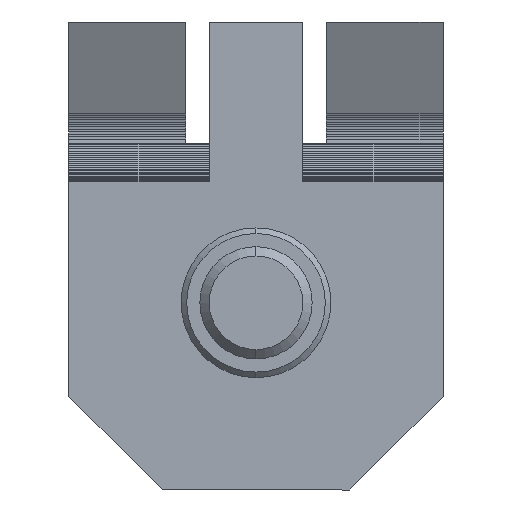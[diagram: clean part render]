
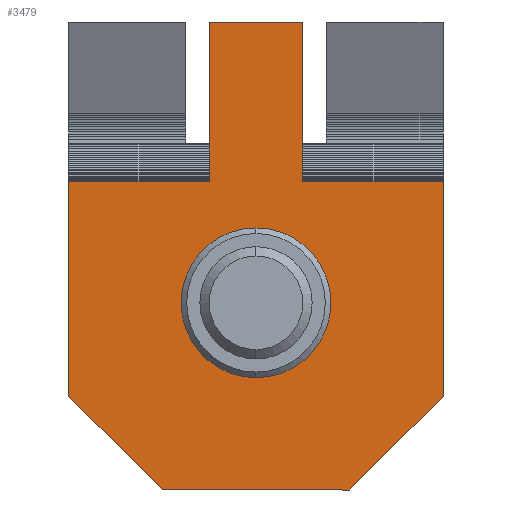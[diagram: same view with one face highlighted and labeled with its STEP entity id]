
A CAD part, front view. The second image highlights one B-rep face of the part: STEP entity #3479.
In plain terms, the highlighted planar face has unit normal (0, -1, 0).
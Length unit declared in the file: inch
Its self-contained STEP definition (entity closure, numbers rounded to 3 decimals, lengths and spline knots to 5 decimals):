
#59 = AXIS2_PLACEMENT_3D ( 'NONE', #3146, #2903, #2343 ) ;
#276 = CARTESIAN_POINT ( 'NONE',  ( 0.19685, 0., 0. ) ) ;
#289 = EDGE_CURVE ( 'NONE', #5930, #3504, #7062, .T. ) ;
#358 = DIRECTION ( 'NONE',  ( 0.707, 0., 0.707 ) ) ;
#444 = CARTESIAN_POINT ( 'NONE',  ( 0.14764, 0., -0.04921 ) ) ;
#461 = LINE ( 'NONE', #795, #4932 ) ;
#466 = DIRECTION ( 'NONE',  ( -1., 0., 0. ) ) ;
#592 = VECTOR ( 'NONE', #3548, 39.37008 ) ;
#622 = CARTESIAN_POINT ( 'NONE',  ( -0.09843, 0., 0.64961 ) ) ;
#661 = EDGE_CURVE ( 'NONE', #6285, #3504, #3065, .T. ) ;
#720 = CARTESIAN_POINT ( 'NONE',  ( -0.09843, 0., 0.64961 ) ) ;
#795 = CARTESIAN_POINT ( 'NONE',  ( -0.04921, 0., -0.14764 ) ) ;
#860 = CARTESIAN_POINT ( 'NONE',  ( 0.09843, 0., 0.98425 ) ) ;
#894 = CARTESIAN_POINT ( 'NONE',  ( 0.3937, 0., 0.19685 ) ) ;
#1136 = AXIS2_PLACEMENT_3D ( 'NONE', #4884, #4527, #1475 ) ;
#1153 = VERTEX_POINT ( 'NONE', #622 ) ;
#1162 = DIRECTION ( 'NONE',  ( -1., 0., 0. ) ) ;
#1181 = VECTOR ( 'NONE', #466, 39.37008 ) ;
#1284 = LINE ( 'NONE', #4984, #3996 ) ;
#1346 = CARTESIAN_POINT ( 'NONE',  ( -0.09843, 0., 0. ) ) ;
#1374 = DIRECTION ( 'NONE',  ( 0.707, 0., -0.707 ) ) ;
#1466 = VERTEX_POINT ( 'NONE', #2474 ) ;
#1475 = DIRECTION ( 'NONE',  ( 0., 0., -1. ) ) ;
#1529 = VERTEX_POINT ( 'NONE', #2645 ) ;
#1615 = VERTEX_POINT ( 'NONE', #2999 ) ;
#1696 = EDGE_CURVE ( 'NONE', #1775, #6197, #3597, .T. ) ;
#1775 = VERTEX_POINT ( 'NONE', #3333 ) ;
#1823 = EDGE_CURVE ( 'NONE', #1615, #6285, #4658, .T. ) ;
#1831 = CARTESIAN_POINT ( 'NONE',  ( 0.09843, 0., 0. ) ) ;
#1990 = VECTOR ( 'NONE', #7008, 39.37008 ) ;
#2017 = VERTEX_POINT ( 'NONE', #3870 ) ;
#2169 = CARTESIAN_POINT ( 'NONE',  ( 0., 0., 0.55118 ) ) ;
#2343 = DIRECTION ( 'NONE',  ( 0., 0., -1. ) ) ;
#2474 = CARTESIAN_POINT ( 'NONE',  ( -0.3937, 0., 0.64961 ) ) ;
#2557 = EDGE_CURVE ( 'NONE', #1153, #1466, #3689, .T. ) ;
#2597 = VERTEX_POINT ( 'NONE', #3653 ) ;
#2630 = CIRCLE ( 'NONE', #59, 0.15748 ) ;
#2645 = CARTESIAN_POINT ( 'NONE',  ( -0.3937, 0., 0.19685 ) ) ;
#2810 = FACE_OUTER_BOUND ( 'NONE', #7273, .T. ) ;
#2890 = AXIS2_PLACEMENT_3D ( 'NONE', #3214, #3221, #3223 ) ;
#2903 = DIRECTION ( 'NONE',  ( 0., -1., 0. ) ) ;
#2976 = VECTOR ( 'NONE', #5022, 39.37008 ) ;
#2999 = CARTESIAN_POINT ( 'NONE',  ( 0.09843, 0., 0.64961 ) ) ;
#3065 = LINE ( 'NONE', #5211, #2976 ) ;
#3146 = CARTESIAN_POINT ( 'NONE',  ( 0., 0., 0.3937 ) ) ;
#3214 = CARTESIAN_POINT ( 'NONE',  ( 0., 0., 0.3937 ) ) ;
#3221 = DIRECTION ( 'NONE',  ( 0., -1., 0. ) ) ;
#3223 = DIRECTION ( 'NONE',  ( 0., 0., -1. ) ) ;
#3333 = CARTESIAN_POINT ( 'NONE',  ( 0., 0., 0.23622 ) ) ;
#3426 = DIRECTION ( 'NONE',  ( 1., 0., 0. ) ) ;
#3435 = CARTESIAN_POINT ( 'NONE',  ( 0.09843, 0., 0.64961 ) ) ;
#3479 = ADVANCED_FACE ( 'NONE', ( #7285, #2810 ), #4863, .T. ) ;
#3481 = VECTOR ( 'NONE', #6682, 39.37008 ) ;
#3495 = LINE ( 'NONE', #1346, #1990 ) ;
#3504 = VERTEX_POINT ( 'NONE', #894 ) ;
#3507 = EDGE_CURVE ( 'NONE', #2597, #2017, #7131, .T. ) ;
#3548 = DIRECTION ( 'NONE',  ( 0., 0., 1. ) ) ;
#3597 = CIRCLE ( 'NONE', #2890, 0.15748 ) ;
#3648 = LINE ( 'NONE', #1831, #592 ) ;
#3653 = CARTESIAN_POINT ( 'NONE',  ( 0.09843, 0., 0.98425 ) ) ;
#3689 = LINE ( 'NONE', #720, #3481 ) ;
#3758 = EDGE_CURVE ( 'NONE', #1615, #2597, #3648, .T. ) ;
#3870 = CARTESIAN_POINT ( 'NONE',  ( -0.09843, 0., 0.98425 ) ) ;
#3922 = CARTESIAN_POINT ( 'NONE',  ( 0.09843, 0., 0. ) ) ;
#3927 = EDGE_CURVE ( 'NONE', #6197, #1775, #2630, .T. ) ;
#3996 = VECTOR ( 'NONE', #5536, 39.37008 ) ;
#4527 = DIRECTION ( 'NONE',  ( 0., -1., 0. ) ) ;
#4658 = LINE ( 'NONE', #3435, #5943 ) ;
#4863 = PLANE ( 'NONE',  #1136 ) ;
#4884 = CARTESIAN_POINT ( 'NONE',  ( 0.09843, 0., 0. ) ) ;
#4932 = VECTOR ( 'NONE', #1374, 39.37008 ) ;
#4984 = CARTESIAN_POINT ( 'NONE',  ( -0.3937, 0., 0.72835 ) ) ;
#5003 = VERTEX_POINT ( 'NONE', #6519 ) ;
#5022 = DIRECTION ( 'NONE',  ( 0., 0., -1. ) ) ;
#5121 = EDGE_CURVE ( 'NONE', #1529, #1466, #1284, .T. ) ;
#5211 = CARTESIAN_POINT ( 'NONE',  ( 0.3937, 0., 0. ) ) ;
#5403 = VECTOR ( 'NONE', #1162, 39.37008 ) ;
#5536 = DIRECTION ( 'NONE',  ( 0., 0., 1. ) ) ;
#5665 = CARTESIAN_POINT ( 'NONE',  ( 0.3937, 0., 0.64961 ) ) ;
#5831 = EDGE_CURVE ( 'NONE', #1153, #2017, #3495, .T. ) ;
#5835 = EDGE_CURVE ( 'NONE', #1529, #5003, #461, .T. ) ;
#5926 = ORIENTED_EDGE ( 'NONE', *, *, #2557, .T. ) ;
#5930 = VERTEX_POINT ( 'NONE', #276 ) ;
#5941 = LINE ( 'NONE', #3922, #1181 ) ;
#5943 = VECTOR ( 'NONE', #3426, 39.37008 ) ;
#5952 = ORIENTED_EDGE ( 'NONE', *, *, #5831, .F. ) ;
#6008 = EDGE_LOOP ( 'NONE', ( #6982, #6866 ) ) ;
#6082 = ORIENTED_EDGE ( 'NONE', *, *, #3507, .T. ) ;
#6119 = ORIENTED_EDGE ( 'NONE', *, *, #3758, .T. ) ;
#6197 = VERTEX_POINT ( 'NONE', #2169 ) ;
#6202 = EDGE_CURVE ( 'NONE', #5930, #5003, #5941, .T. ) ;
#6238 = VECTOR ( 'NONE', #358, 39.37008 ) ;
#6285 = VERTEX_POINT ( 'NONE', #5665 ) ;
#6495 = ORIENTED_EDGE ( 'NONE', *, *, #1823, .F. ) ;
#6519 = CARTESIAN_POINT ( 'NONE',  ( -0.19685, 0., 0. ) ) ;
#6623 = ORIENTED_EDGE ( 'NONE', *, *, #661, .F. ) ;
#6682 = DIRECTION ( 'NONE',  ( -1., 0., 0. ) ) ;
#6711 = ORIENTED_EDGE ( 'NONE', *, *, #289, .T. ) ;
#6716 = ORIENTED_EDGE ( 'NONE', *, *, #6202, .F. ) ;
#6750 = ORIENTED_EDGE ( 'NONE', *, *, #5835, .T. ) ;
#6834 = ORIENTED_EDGE ( 'NONE', *, *, #5121, .F. ) ;
#6866 = ORIENTED_EDGE ( 'NONE', *, *, #3927, .F. ) ;
#6982 = ORIENTED_EDGE ( 'NONE', *, *, #1696, .F. ) ;
#7008 = DIRECTION ( 'NONE',  ( 0., 0., 1. ) ) ;
#7062 = LINE ( 'NONE', #444, #6238 ) ;
#7131 = LINE ( 'NONE', #860, #5403 ) ;
#7273 = EDGE_LOOP ( 'NONE', ( #6834, #6750, #6716, #6711, #6623, #6495, #6119, #6082, #5952, #5926 ) ) ;
#7285 = FACE_BOUND ( 'NONE', #6008, .T. ) ;
